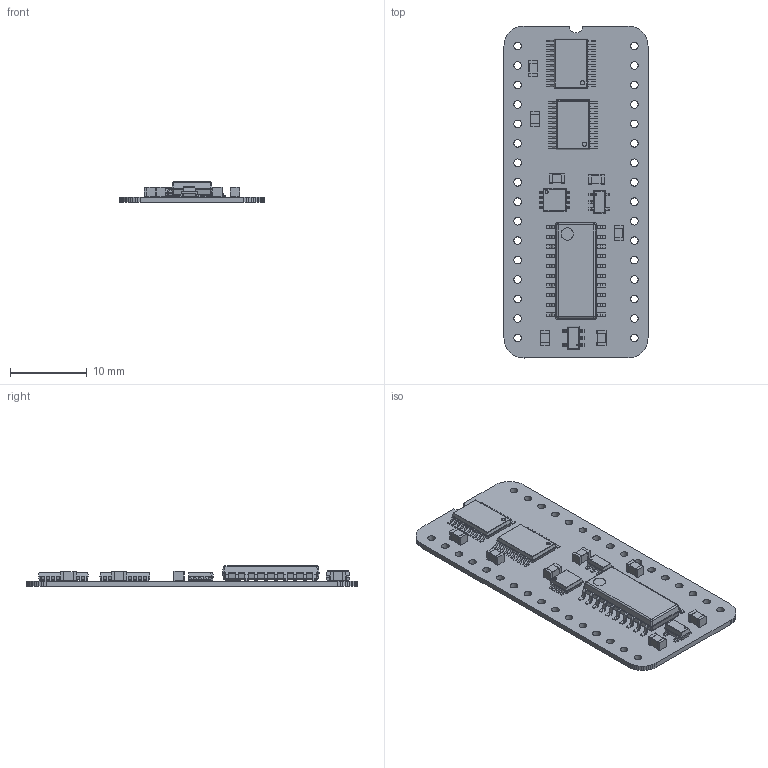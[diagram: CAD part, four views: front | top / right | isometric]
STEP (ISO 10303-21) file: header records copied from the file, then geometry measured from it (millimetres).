
FILE_DESCRIPTION(('KiCad electronic assembly'),'2;1');
FILE_NAME('Comparator 10bit.step','2024-02-16T15:35:13',('Pcbnew'),( 'Kicad'),'Open CASCADE STEP processor 7.6','KiCad to STEP converter' ,'Unknown');
FILE_SCHEMA(('AUTOMOTIVE_DESIGN { 1 0 10303 214 1 1 1 1 }'));
Length unit declared in the file: millimetre
Products named in the file (14): Comparator 10bit 1; C_0805_2012Metric; SOLID; 74LVC273PW,118; COMPOUND; M74VHC1G126DTT1G; SN74F521NSR; AP7365-33WG-7; 74LVC2G08DP-Q100H; Comparator 10bit PCB
Assembly tree (20 placements, depth 3):
  Comparator 10bit 1
    C_0805_2012Metric  x7
      SOLID
    74LVC273PW,118  x2
      COMPOUND
    M74VHC1G126DTT1G
      COMPOUND
    SN74F521NSR
      COMPOUND
    AP7365-33WG-7
      COMPOUND
    74LVC2G08DP-Q100H
      COMPOUND
    Comparator 10bit PCB
Bounding box: 18.8 x 43.33 x 2.73 mm (x, y, z)
Volume: 749.3 mm3; surface area: 2308.6 mm2
Topology: 92 solids, 92 shells, 1509 faces, 3795 edges, 2490 vertices
Faces by surface type: plane 1064, cylinder 437, sphere 8
Full cylindrical faces by diameter (mm): 0.188 x1, 0.2 x1, 0.375 x1, 0.55 x2, 1 x32
Entity records: 69421 total; most frequent: CARTESIAN_POINT 14730, DIRECTION 10229, LINE 6767, VECTOR 6767, ORIENTED_EDGE 5312, PCURVE 5312, DEFINITIONAL_REPRESENTATION 5312, EDGE_CURVE 2656
